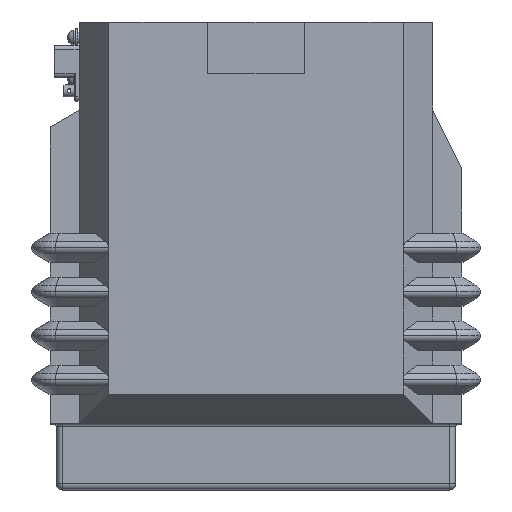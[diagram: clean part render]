
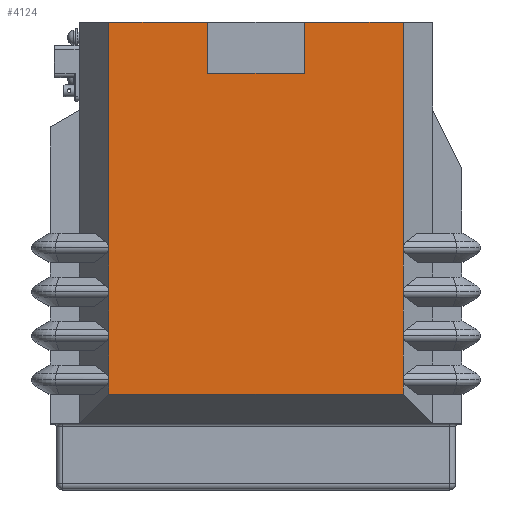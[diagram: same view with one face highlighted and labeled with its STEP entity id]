
A CAD part, top view. The second image highlights one B-rep face of the part: STEP entity #4124.
In plain terms, the highlighted planar face has unit normal (0, 0, 1).
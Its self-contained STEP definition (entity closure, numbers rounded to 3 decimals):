
#4124=ADVANCED_FACE('',(#24433),#24435,.T.);
#24433=FACE_BOUND('',#24434,.T.);
#24434=EDGE_LOOP('',(#40000,#40001,#40002,#40003,#40004,#40005,#40006,#40007,#40008,
#40009,#40010,#40011,#40012,#40013,#40014,#40015));
#24435=PLANE('',#24436);
#24436=AXIS2_PLACEMENT_3D('',#24437,#24438,#24439);
#24437=CARTESIAN_POINT('',(-237.5,-50.,88.));
#24438=DIRECTION('',(0.,0.,1.));
#24439=DIRECTION('',(1.,0.,0.));
#40000=ORIENTED_EDGE('',*,*,#51962,.T.);
#40001=ORIENTED_EDGE('',*,*,#51963,.F.);
#40002=ORIENTED_EDGE('',*,*,#51964,.F.);
#40003=ORIENTED_EDGE('',*,*,#51965,.F.);
#40004=ORIENTED_EDGE('',*,*,#51966,.F.);
#40005=ORIENTED_EDGE('',*,*,#51967,.F.);
#40006=ORIENTED_EDGE('',*,*,#51562,.F.);
#40007=ORIENTED_EDGE('',*,*,#51521,.T.);
#40008=ORIENTED_EDGE('',*,*,#51959,.T.);
#40009=ORIENTED_EDGE('',*,*,#51968,.T.);
#40010=ORIENTED_EDGE('',*,*,#51969,.T.);
#40011=ORIENTED_EDGE('',*,*,#51970,.T.);
#40012=ORIENTED_EDGE('',*,*,#51971,.T.);
#40013=ORIENTED_EDGE('',*,*,#51972,.F.);
#40014=ORIENTED_EDGE('',*,*,#51973,.F.);
#40015=ORIENTED_EDGE('',*,*,#51974,.T.);
#51521=EDGE_CURVE('',#58377,#58379,#58381,.T.);
#51562=EDGE_CURVE('',#58377,#58446,#58447,.T.);
#51959=EDGE_CURVE('',#58379,#59054,#59056,.T.);
#51962=EDGE_CURVE('',#59060,#59061,#59062,.T.);
#51963=EDGE_CURVE('',#59063,#59061,#59064,.T.);
#51964=EDGE_CURVE('',#59065,#59063,#59066,.T.);
#51965=EDGE_CURVE('',#59067,#59065,#59068,.T.);
#51966=EDGE_CURVE('',#59069,#59067,#59070,.T.);
#51967=EDGE_CURVE('',#58446,#59069,#59071,.T.);
#51968=EDGE_CURVE('',#59054,#59072,#59073,.T.);
#51969=EDGE_CURVE('',#59072,#59074,#59075,.T.);
#51970=EDGE_CURVE('',#59074,#59076,#59077,.T.);
#51971=EDGE_CURVE('',#59076,#59078,#59079,.T.);
#51972=EDGE_CURVE('',#59080,#59078,#59081,.T.);
#51973=EDGE_CURVE('',#59082,#59080,#59083,.T.);
#51974=EDGE_CURVE('',#59082,#59060,#59084,.T.);
#58377=VERTEX_POINT('',#70742);
#58379=VERTEX_POINT('',#70746);
#58381=LINE('',#70750,#70751);
#58446=VERTEX_POINT('',#70905);
#58447=LINE('',#70906,#70907);
#59054=VERTEX_POINT('',#72447);
#59056=LINE('',#72452,#72453);
#59060=VERTEX_POINT('',#72463);
#59061=VERTEX_POINT('',#72464);
#59062=LINE('',#72465,#72466);
#59063=VERTEX_POINT('',#72468);
#59064=LINE('',#72469,#72470);
#59065=VERTEX_POINT('',#72472);
#59066=LINE('',#72473,#72474);
#59067=VERTEX_POINT('',#72476);
#59068=LINE('',#72477,#72478);
#59069=VERTEX_POINT('',#72480);
#59070=LINE('',#72481,#72482);
#59071=LINE('',#72484,#72485);
#59072=VERTEX_POINT('',#72487);
#59073=LINE('',#72488,#72489);
#59074=VERTEX_POINT('',#72491);
#59075=LINE('',#72492,#72493);
#59076=VERTEX_POINT('',#72495);
#59077=LINE('',#72496,#72497);
#59078=VERTEX_POINT('',#72499);
#59079=LINE('',#72500,#72501);
#59080=VERTEX_POINT('',#72503);
#59081=LINE('',#72504,#72505);
#59082=VERTEX_POINT('',#72507);
#59083=LINE('',#72508,#72509);
#59084=LINE('',#72511,#72512);
#70742=CARTESIAN_POINT('',(-241.,-254.,88.));
#70746=CARTESIAN_POINT('',(-40.,-254.,88.));
#70750=CARTESIAN_POINT('',(-241.,-254.,88.));
#70751=VECTOR('',#70752,1.);
#70752=DIRECTION('',(1.,0.,0.));
#70905=CARTESIAN_POINT('',(-241.,-243.896,88.));
#70906=CARTESIAN_POINT('',(-241.,-254.,88.));
#70907=VECTOR('',#70908,1.);
#70908=DIRECTION('',(0.,1.,0.));
#72447=CARTESIAN_POINT('',(-40.,-243.896,88.));
#72452=CARTESIAN_POINT('',(-40.,-254.,88.));
#72453=VECTOR('',#72454,1.);
#72454=DIRECTION('',(0.,1.,0.));
#72463=CARTESIAN_POINT('',(-173.5,-35.,88.));
#72464=CARTESIAN_POINT('',(-173.5,0.,88.));
#72465=CARTESIAN_POINT('',(-173.5,-35.,88.));
#72466=VECTOR('',#72467,1.);
#72467=DIRECTION('',(0.,1.,0.));
#72468=CARTESIAN_POINT('',(-241.,0.,88.));
#72469=CARTESIAN_POINT('',(-241.,0.,88.));
#72470=VECTOR('',#72471,1.);
#72471=DIRECTION('',(1.,0.,0.));
#72472=CARTESIAN_POINT('',(-241.,-153.896,88.));
#72473=CARTESIAN_POINT('',(-241.,-153.896,88.));
#72474=VECTOR('',#72475,1.);
#72475=DIRECTION('',(0.,1.,0.));
#72476=CARTESIAN_POINT('',(-241.,-183.896,88.));
#72477=CARTESIAN_POINT('',(-241.,-183.896,88.));
#72478=VECTOR('',#72479,1.);
#72479=DIRECTION('',(0.,1.,0.));
#72480=CARTESIAN_POINT('',(-241.,-213.896,88.));
#72481=CARTESIAN_POINT('',(-241.,-213.896,88.));
#72482=VECTOR('',#72483,1.);
#72483=DIRECTION('',(0.,1.,0.));
#72484=CARTESIAN_POINT('',(-241.,-243.896,88.));
#72485=VECTOR('',#72486,1.);
#72486=DIRECTION('',(0.,1.,0.));
#72487=CARTESIAN_POINT('',(-40.,-213.896,88.));
#72488=CARTESIAN_POINT('',(-40.,-243.896,88.));
#72489=VECTOR('',#72490,1.);
#72490=DIRECTION('',(0.,1.,0.));
#72491=CARTESIAN_POINT('',(-40.,-183.896,88.));
#72492=CARTESIAN_POINT('',(-40.,-213.896,88.));
#72493=VECTOR('',#72494,1.);
#72494=DIRECTION('',(0.,1.,0.));
#72495=CARTESIAN_POINT('',(-40.,-153.896,88.));
#72496=CARTESIAN_POINT('',(-40.,-183.896,88.));
#72497=VECTOR('',#72498,1.);
#72498=DIRECTION('',(0.,1.,0.));
#72499=CARTESIAN_POINT('',(-40.,0.,88.));
#72500=CARTESIAN_POINT('',(-40.,-153.896,88.));
#72501=VECTOR('',#72502,1.);
#72502=DIRECTION('',(0.,1.,0.));
#72503=CARTESIAN_POINT('',(-107.5,0.,88.));
#72504=CARTESIAN_POINT('',(-107.5,0.,88.));
#72505=VECTOR('',#72506,1.);
#72506=DIRECTION('',(1.,0.,0.));
#72507=CARTESIAN_POINT('',(-107.5,-35.,88.));
#72508=CARTESIAN_POINT('',(-107.5,-35.,88.));
#72509=VECTOR('',#72510,1.);
#72510=DIRECTION('',(0.,1.,0.));
#72511=CARTESIAN_POINT('',(-107.5,-35.,88.));
#72512=VECTOR('',#72513,1.);
#72513=DIRECTION('',(-1.,0.,0.));
